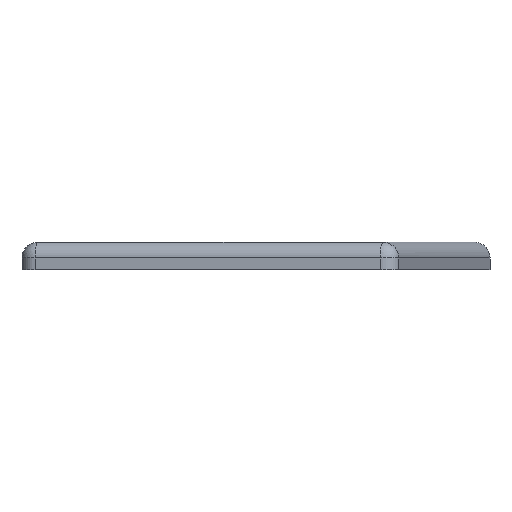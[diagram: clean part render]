
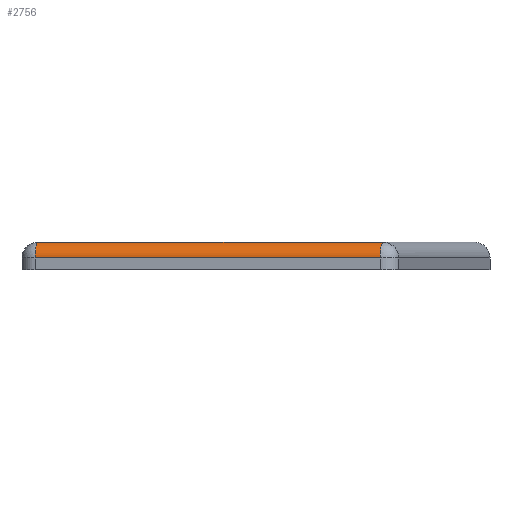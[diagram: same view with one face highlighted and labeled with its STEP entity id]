
A CAD part, left-side view. The second image highlights one B-rep face of the part: STEP entity #2756.
In plain terms, the highlighted cylindrical face has radius 4 mm (diameter 8 mm), a partial arc.
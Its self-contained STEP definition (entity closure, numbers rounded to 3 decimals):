
#149=CYLINDRICAL_SURFACE('',#3000,4.);
#243=FACE_OUTER_BOUND('',#392,.T.);
#392=EDGE_LOOP('',(#2140,#2141,#2142,#2143));
#628=LINE('',#4409,#922);
#629=LINE('',#4412,#923);
#922=VECTOR('',#3559,10.);
#923=VECTOR('',#3562,10.);
#1142=CIRCLE('',#3001,4.);
#1143=CIRCLE('',#3002,4.);
#1354=VERTEX_POINT('',#4405);
#1355=VERTEX_POINT('',#4406);
#1356=VERTEX_POINT('',#4408);
#1357=VERTEX_POINT('',#4410);
#1670=EDGE_CURVE('',#1354,#1355,#1142,.T.);
#1671=EDGE_CURVE('',#1355,#1356,#628,.T.);
#1672=EDGE_CURVE('',#1356,#1357,#1143,.T.);
#1673=EDGE_CURVE('',#1357,#1354,#629,.T.);
#2140=ORIENTED_EDGE('',*,*,#1670,.T.);
#2141=ORIENTED_EDGE('',*,*,#1671,.T.);
#2142=ORIENTED_EDGE('',*,*,#1672,.T.);
#2143=ORIENTED_EDGE('',*,*,#1673,.T.);
#2756=ADVANCED_FACE('',(#243),#149,.T.);
#3000=AXIS2_PLACEMENT_3D('',#4404,#3555,#3556);
#3001=AXIS2_PLACEMENT_3D('',#4407,#3557,#3558);
#3002=AXIS2_PLACEMENT_3D('',#4411,#3560,#3561);
#3555=DIRECTION('center_axis',(-0.174,-0.985,0.));
#3556=DIRECTION('ref_axis',(-0.696,0.123,0.707));
#3557=DIRECTION('center_axis',(-0.174,-0.985,0.));
#3558=DIRECTION('ref_axis',(0.,0.,1.));
#3559=DIRECTION('',(-0.174,-0.985,0.));
#3560=DIRECTION('center_axis',(0.174,0.985,0.));
#3561=DIRECTION('ref_axis',(-0.985,0.174,0.));
#3562=DIRECTION('',(0.174,0.985,0.));
#4404=CARTESIAN_POINT('Origin',(-71.252,45.103,3.));
#4405=CARTESIAN_POINT('',(-68.835,58.81,7.));
#4406=CARTESIAN_POINT('',(-72.774,59.504,3.));
#4407=CARTESIAN_POINT('Origin',(-68.835,58.81,3.));
#4408=CARTESIAN_POINT('',(-88.108,-27.459,3.));
#4409=CARTESIAN_POINT('',(-75.191,45.797,3.));
#4410=CARTESIAN_POINT('',(-84.169,-28.154,7.));
#4411=CARTESIAN_POINT('Origin',(-84.169,-28.154,3.));
#4412=CARTESIAN_POINT('',(-71.252,45.103,7.));
